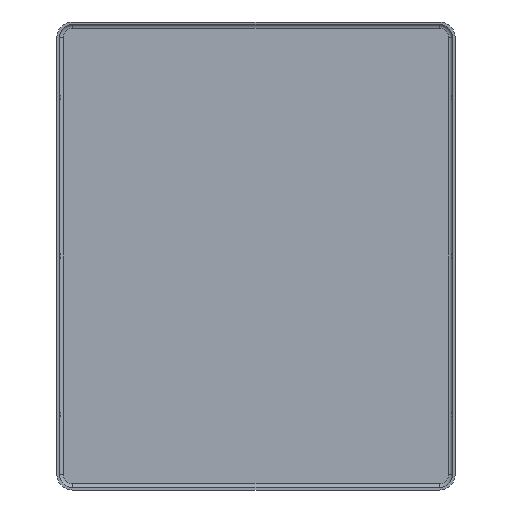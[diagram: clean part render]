
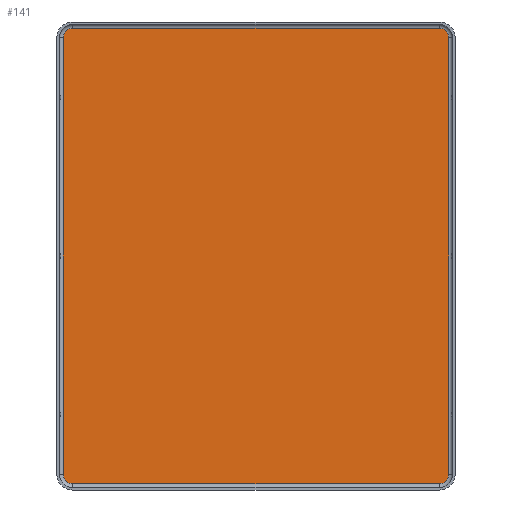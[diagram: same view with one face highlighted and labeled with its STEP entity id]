
A CAD part, front view. The second image highlights one B-rep face of the part: STEP entity #141.
In plain terms, the highlighted planar face has unit normal (0, -1, 0).
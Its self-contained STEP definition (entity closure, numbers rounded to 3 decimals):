
#141 = ADVANCED_FACE( 'NONE', ( #297 ), #298, .T. );
#297 = FACE_OUTER_BOUND( '', #458, .T. );
#298 = PLANE( '', #459 );
#458 = EDGE_LOOP( '', ( #772, #773, #774, #775, #776, #777, #778, #779 ) );
#459 = AXIS2_PLACEMENT_3D( '', #780, #781, #782 );
#772 = ORIENTED_EDGE( '', *, *, #899, .F. );
#773 = ORIENTED_EDGE( '', *, *, #905, .F. );
#774 = ORIENTED_EDGE( '', *, *, #963, .F. );
#775 = ORIENTED_EDGE( '', *, *, #879, .T. );
#776 = ORIENTED_EDGE( '', *, *, #956, .T. );
#777 = ORIENTED_EDGE( '', *, *, #990, .F. );
#778 = ORIENTED_EDGE( '', *, *, #923, .T. );
#779 = ORIENTED_EDGE( '', *, *, #991, .T. );
#780 = CARTESIAN_POINT( '', ( 23.15, 0., -27.55 ) );
#781 = DIRECTION( '', ( 0., -1., 0. ) );
#782 = DIRECTION( '', ( 0., 0., -1. ) );
#879 = EDGE_CURVE( 'NONE', #1026, #1024, #1027, .T. );
#899 = EDGE_CURVE( 'NONE', #1057, #1059, #1060, .T. );
#905 = EDGE_CURVE( 'NONE', #1066, #1057, #1068, .T. );
#923 = EDGE_CURVE( 'NONE', #1099, #1097, #1100, .T. );
#956 = EDGE_CURVE( 'NONE', #1024, #1143, #1145, .T. );
#963 = EDGE_CURVE( 'NONE', #1026, #1066, #1153, .T. );
#990 = EDGE_CURVE( 'NONE', #1099, #1143, #1188, .T. );
#991 = EDGE_CURVE( 'NONE', #1097, #1059, #1189, .T. );
#1024 = VERTEX_POINT( 'NONE', #1225 );
#1026 = VERTEX_POINT( 'NONE', #1227 );
#1027 = CIRCLE( '', #1228, 1.2 );
#1057 = VERTEX_POINT( 'NONE', #1265 );
#1059 = VERTEX_POINT( 'NONE', #1267 );
#1060 = LINE( '', #1268, #1269 );
#1066 = VERTEX_POINT( 'NONE', #1275 );
#1068 = CIRCLE( '', #1277, 1.2 );
#1097 = VERTEX_POINT( 'NONE', #1313 );
#1099 = VERTEX_POINT( 'NONE', #1315 );
#1100 = LINE( '', #1316, #1317 );
#1143 = VERTEX_POINT( 'NONE', #1368 );
#1145 = LINE( '', #1370, #1371 );
#1153 = LINE( '', #1381, #1382 );
#1188 = CIRCLE( '', #1425, 1.2 );
#1189 = CIRCLE( '', #1426, 1.2 );
#1225 = CARTESIAN_POINT( '', ( 23.15, 0., 28.75 ) );
#1227 = CARTESIAN_POINT( '', ( 24.35, 0., 27.55 ) );
#1228 = AXIS2_PLACEMENT_3D( '', #1463, #1464, #1465 );
#1265 = CARTESIAN_POINT( '', ( 23.15, 0., -28.75 ) );
#1267 = CARTESIAN_POINT( '', ( -23.15, 0., -28.75 ) );
#1268 = CARTESIAN_POINT( '', ( 23.15, 0., -28.75 ) );
#1269 = VECTOR( '', #1497, 1000. );
#1275 = CARTESIAN_POINT( '', ( 24.35, 0., -27.55 ) );
#1277 = AXIS2_PLACEMENT_3D( '', #1507, #1508, #1509 );
#1313 = CARTESIAN_POINT( '', ( -24.35, 0., -27.55 ) );
#1315 = CARTESIAN_POINT( '', ( -24.35, 0., 27.55 ) );
#1316 = CARTESIAN_POINT( '', ( -24.35, 0., 0. ) );
#1317 = VECTOR( '', #1535, 1000. );
#1368 = CARTESIAN_POINT( '', ( -23.15, 0., 28.75 ) );
#1370 = CARTESIAN_POINT( '', ( 23.15, 0., 28.75 ) );
#1371 = VECTOR( '', #1586, 1000. );
#1381 = CARTESIAN_POINT( '', ( 24.35, 0., 0. ) );
#1382 = VECTOR( '', #1592, 1000. );
#1425 = AXIS2_PLACEMENT_3D( '', #1625, #1626, #1627 );
#1426 = AXIS2_PLACEMENT_3D( '', #1628, #1629, #1630 );
#1463 = CARTESIAN_POINT( '', ( 23.15, 0., 27.55 ) );
#1464 = DIRECTION( '', ( 0., -1., 0. ) );
#1465 = DIRECTION( '', ( 0., 0., -1. ) );
#1497 = DIRECTION( '', ( -1., 0., 0. ) );
#1507 = CARTESIAN_POINT( '', ( 23.15, 0., -27.55 ) );
#1508 = DIRECTION( '', ( 0., 1., 0. ) );
#1509 = DIRECTION( '', ( 0., 0., 1. ) );
#1535 = DIRECTION( '', ( 0., 0., -1. ) );
#1586 = DIRECTION( '', ( -1., 0., 0. ) );
#1592 = DIRECTION( '', ( 0., 0., -1. ) );
#1625 = CARTESIAN_POINT( '', ( -23.15, 0., 27.55 ) );
#1626 = DIRECTION( '', ( 0., 1., 0. ) );
#1627 = DIRECTION( '', ( 0., 0., -1. ) );
#1628 = CARTESIAN_POINT( '', ( -23.15, 0., -27.55 ) );
#1629 = DIRECTION( '', ( 0., -1., 0. ) );
#1630 = DIRECTION( '', ( 0., 0., 1. ) );
